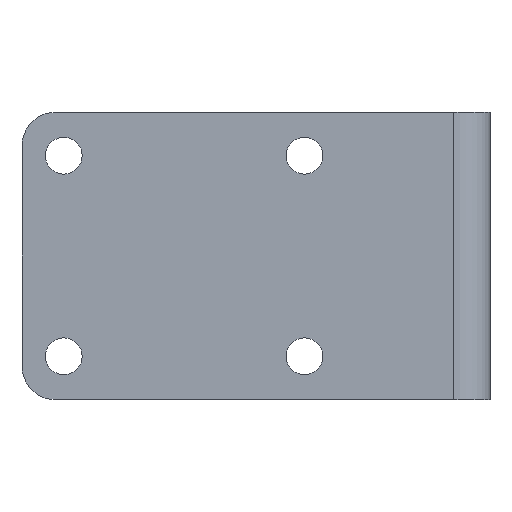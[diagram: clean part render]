
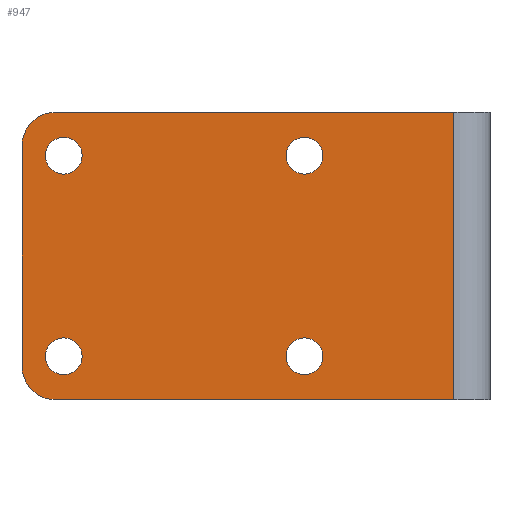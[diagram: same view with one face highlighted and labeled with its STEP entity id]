
A CAD part, front view. The second image highlights one B-rep face of the part: STEP entity #947.
In plain terms, the highlighted planar face has unit normal (0, -1, 0).
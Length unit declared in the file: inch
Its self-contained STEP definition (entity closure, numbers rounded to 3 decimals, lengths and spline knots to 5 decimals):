
#88=DIRECTION('',(0.,0.,-1.));
#89=VECTOR('',#88,1.69291);
#90=CARTESIAN_POINT('',(1.5587,-0.10902,0.84646));
#91=LINE('',#90,#89);
#279=CARTESIAN_POINT('',(-0.7874,-0.10902,
-0.64961));
#280=DIRECTION('',(0.,-1.,0.));
#281=DIRECTION('',(-1.,0.,0.));
#282=AXIS2_PLACEMENT_3D('',#279,#280,#281);
#284=DIRECTION('',(0.,0.,1.));
#285=VECTOR('',#284,1.29921);
#286=CARTESIAN_POINT('',(-0.98425,-0.10902,
-0.64961));
#287=LINE('',#286,#285);
#288=CARTESIAN_POINT('',(-0.7874,-0.10902,
0.64961));
#289=DIRECTION('',(0.,-1.,0.));
#290=DIRECTION('',(0.,0.,1.));
#291=AXIS2_PLACEMENT_3D('',#288,#289,#290);
#293=DIRECTION('',(1.,0.,0.));
#294=VECTOR('',#293,2.3461);
#295=CARTESIAN_POINT('',(-0.7874,-0.10902,
0.84646));
#296=LINE('',#295,#294);
#297=DIRECTION('',(-1.,0.,0.));
#298=VECTOR('',#297,2.3461);
#299=CARTESIAN_POINT('',(1.5587,-0.10902,
-0.84646));
#300=LINE('',#299,#298);
#301=CARTESIAN_POINT('',(0.67913,-0.10902,
-0.59055));
#302=DIRECTION('',(0.,-1.,0.));
#303=DIRECTION('',(1.,0.,0.));
#304=AXIS2_PLACEMENT_3D('',#301,#302,#303);
#306=CARTESIAN_POINT('',(0.67913,-0.10902,
-0.59055));
#307=DIRECTION('',(0.,-1.,0.));
#308=DIRECTION('',(-1.,0.,0.));
#309=AXIS2_PLACEMENT_3D('',#306,#307,#308);
#311=CARTESIAN_POINT('',(0.67913,-0.10902,
0.59055));
#312=DIRECTION('',(0.,-1.,0.));
#313=DIRECTION('',(1.,0.,0.));
#314=AXIS2_PLACEMENT_3D('',#311,#312,#313);
#316=CARTESIAN_POINT('',(0.67913,-0.10902,
0.59055));
#317=DIRECTION('',(0.,-1.,0.));
#318=DIRECTION('',(-1.,0.,0.));
#319=AXIS2_PLACEMENT_3D('',#316,#317,#318);
#321=CARTESIAN_POINT('',(-0.73819,-0.10902,
-0.59055));
#322=DIRECTION('',(0.,-1.,0.));
#323=DIRECTION('',(1.,0.,0.));
#324=AXIS2_PLACEMENT_3D('',#321,#322,#323);
#326=CARTESIAN_POINT('',(-0.73819,-0.10902,
-0.59055));
#327=DIRECTION('',(0.,-1.,0.));
#328=DIRECTION('',(-1.,0.,0.));
#329=AXIS2_PLACEMENT_3D('',#326,#327,#328);
#331=CARTESIAN_POINT('',(-0.73819,-0.10902,
0.59055));
#332=DIRECTION('',(0.,-1.,0.));
#333=DIRECTION('',(1.,0.,0.));
#334=AXIS2_PLACEMENT_3D('',#331,#332,#333);
#336=CARTESIAN_POINT('',(-0.73819,-0.10902,
0.59055));
#337=DIRECTION('',(0.,-1.,0.));
#338=DIRECTION('',(-1.,0.,0.));
#339=AXIS2_PLACEMENT_3D('',#336,#337,#338);
#473=CARTESIAN_POINT('',(0.7874,-0.10902,
-0.59055));
#474=CARTESIAN_POINT('',(0.57087,-0.10902,
-0.59055));
#475=VERTEX_POINT('',#473);
#476=VERTEX_POINT('',#474);
#481=CARTESIAN_POINT('',(0.7874,-0.10902,
0.59055));
#482=CARTESIAN_POINT('',(0.57087,-0.10902,
0.59055));
#483=VERTEX_POINT('',#481);
#484=VERTEX_POINT('',#482);
#489=CARTESIAN_POINT('',(-0.62992,-0.10902,
-0.59055));
#490=CARTESIAN_POINT('',(-0.84646,-0.10902,
-0.59055));
#491=VERTEX_POINT('',#489);
#492=VERTEX_POINT('',#490);
#497=CARTESIAN_POINT('',(-0.62992,-0.10902,
0.59055));
#498=CARTESIAN_POINT('',(-0.84646,-0.10902,
0.59055));
#499=VERTEX_POINT('',#497);
#500=VERTEX_POINT('',#498);
#505=CARTESIAN_POINT('',(1.5587,-0.10902,
-0.84646));
#506=VERTEX_POINT('',#505);
#507=CARTESIAN_POINT('',(1.5587,-0.10902,
0.84646));
#508=VERTEX_POINT('',#507);
#569=CARTESIAN_POINT('',(-0.98425,-0.10902,
-0.64961));
#570=VERTEX_POINT('',#569);
#571=CARTESIAN_POINT('',(-0.7874,-0.10902,
-0.84646));
#572=VERTEX_POINT('',#571);
#577=CARTESIAN_POINT('',(-0.7874,-0.10902,
0.84646));
#578=VERTEX_POINT('',#577);
#579=CARTESIAN_POINT('',(-0.98425,-0.10902,
0.64961));
#580=VERTEX_POINT('',#579);
#910=CARTESIAN_POINT('',(0.,-0.10902,0.));
#911=DIRECTION('',(0.,1.,0.));
#912=DIRECTION('',(1.,0.,0.));
#913=AXIS2_PLACEMENT_3D('',#910,#911,#912);
#914=PLANE('',#913);
#915=ORIENTED_EDGE('',*,*,#653,.F.);
#916=ORIENTED_EDGE('',*,*,#669,.T.);
#917=ORIENTED_EDGE('',*,*,#682,.F.);
#918=ORIENTED_EDGE('',*,*,#697,.T.);
#919=ORIENTED_EDGE('',*,*,#726,.T.);
#920=ORIENTED_EDGE('',*,*,#903,.T.);
#921=EDGE_LOOP('',(#915,#916,#917,#918,#919,#920));
#922=FACE_OUTER_BOUND('',#921,.F.);
#924=ORIENTED_EDGE('',*,*,#923,.T.);
#926=ORIENTED_EDGE('',*,*,#925,.T.);
#927=EDGE_LOOP('',(#924,#926));
#928=FACE_BOUND('',#927,.F.);
#930=ORIENTED_EDGE('',*,*,#929,.T.);
#932=ORIENTED_EDGE('',*,*,#931,.T.);
#933=EDGE_LOOP('',(#930,#932));
#934=FACE_BOUND('',#933,.F.);
#936=ORIENTED_EDGE('',*,*,#935,.T.);
#938=ORIENTED_EDGE('',*,*,#937,.T.);
#939=EDGE_LOOP('',(#936,#938));
#940=FACE_BOUND('',#939,.F.);
#942=ORIENTED_EDGE('',*,*,#941,.T.);
#944=ORIENTED_EDGE('',*,*,#943,.T.);
#945=EDGE_LOOP('',(#942,#944));
#946=FACE_BOUND('',#945,.F.);
#947=ADVANCED_FACE('',(#922,#928,#934,#940,#946),#914,.F.);
#283=CIRCLE('',#282,0.19685);
#292=CIRCLE('',#291,0.19685);
#305=CIRCLE('',#304,0.10827);
#310=CIRCLE('',#309,0.10827);
#315=CIRCLE('',#314,0.10827);
#320=CIRCLE('',#319,0.10827);
#325=CIRCLE('',#324,0.10827);
#330=CIRCLE('',#329,0.10827);
#335=CIRCLE('',#334,0.10827);
#340=CIRCLE('',#339,0.10827);
#653=EDGE_CURVE('',#570,#572,#283,.T.);
#669=EDGE_CURVE('',#570,#580,#287,.T.);
#682=EDGE_CURVE('',#578,#580,#292,.T.);
#697=EDGE_CURVE('',#578,#508,#296,.T.);
#726=EDGE_CURVE('',#508,#506,#91,.T.);
#903=EDGE_CURVE('',#506,#572,#300,.T.);
#923=EDGE_CURVE('',#475,#476,#305,.T.);
#925=EDGE_CURVE('',#476,#475,#310,.T.);
#929=EDGE_CURVE('',#483,#484,#315,.T.);
#931=EDGE_CURVE('',#484,#483,#320,.T.);
#935=EDGE_CURVE('',#491,#492,#325,.T.);
#937=EDGE_CURVE('',#492,#491,#330,.T.);
#941=EDGE_CURVE('',#499,#500,#335,.T.);
#943=EDGE_CURVE('',#500,#499,#340,.T.);
